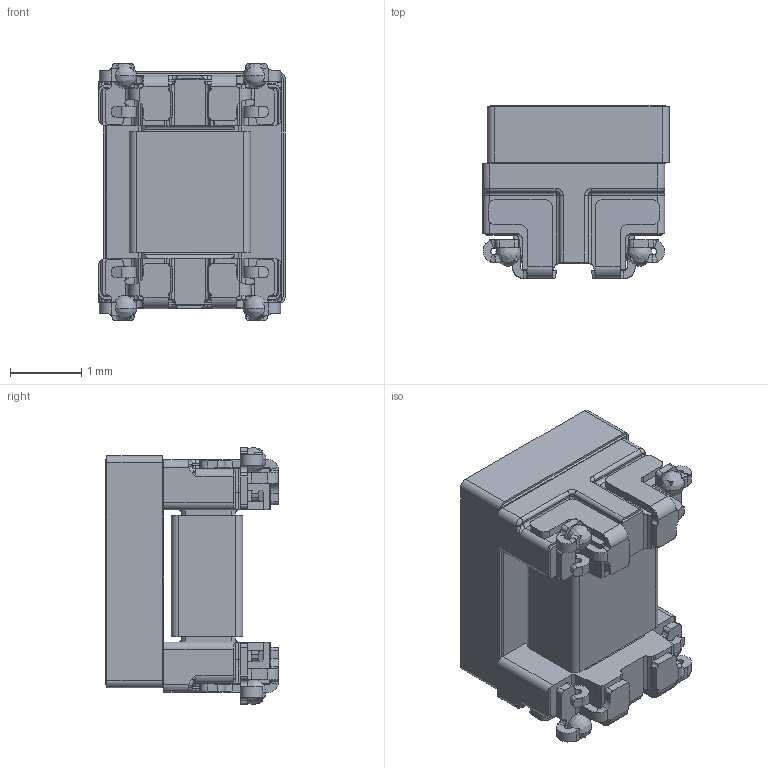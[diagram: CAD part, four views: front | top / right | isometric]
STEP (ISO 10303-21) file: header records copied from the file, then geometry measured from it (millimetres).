
FILE_DESCRIPTION (( 'STEP AP214' ), '1' );
FILE_NAME ('ACT1210G-800-2P-TL10.STEP', '2023-06-12T11:51:05', ( '' ), ( '' ), 'SwSTEP 2.0', 'SolidWorks 2022', '' );
FILE_SCHEMA (( 'AUTOMOTIVE_DESIGN' ));
Length unit declared in the file: millimetre
Products named in the file (1): ACT1210G-800-2P-TL10
Bounding box: 2.61 x 2.42 x 3.6 mm (x, y, z)
Volume: 14.4 mm3; surface area: 66 mm2
Topology: 1 solids, 1 shells, 570 faces, 1626 edges, 1024 vertices
Faces by surface type: plane 288, cylinder 194, bspline 76, cone 12
Entity records: 23869 total; most frequent: CARTESIAN_POINT 6807, ORIENTED_EDGE 3204, DIRECTION 2800, EDGE_CURVE 1602, VERTEX_POINT 1024, VECTOR 950, LINE 950, AXIS2_PLACEMENT_3D 925
